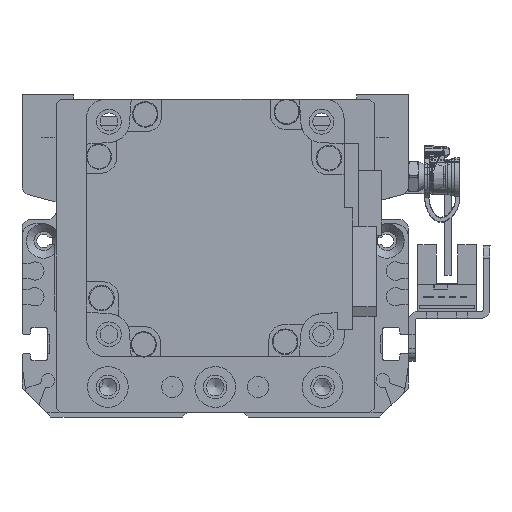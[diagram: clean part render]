
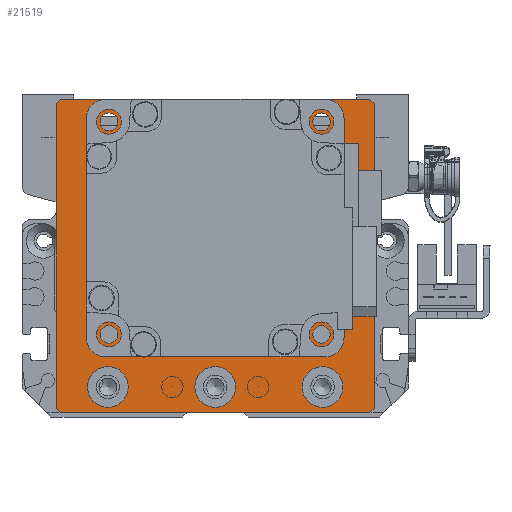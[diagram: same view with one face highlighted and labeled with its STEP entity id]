
A CAD part, left-side view. The second image highlights one B-rep face of the part: STEP entity #21519.
In plain terms, the highlighted face is planar.
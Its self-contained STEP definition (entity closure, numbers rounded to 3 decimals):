
#860=FACE_BOUND('',#3640,.T.);
#861=FACE_BOUND('',#3641,.T.);
#862=FACE_BOUND('',#3642,.T.);
#863=FACE_BOUND('',#3643,.T.);
#864=FACE_BOUND('',#3644,.T.);
#865=FACE_BOUND('',#3645,.T.);
#866=FACE_BOUND('',#3646,.T.);
#867=FACE_BOUND('',#3647,.T.);
#1281=PLANE('',#23831);
#2198=FACE_OUTER_BOUND('',#3639,.T.);
#3639=EDGE_LOOP('',(#17668,#17669,#17670,#17671,#17672,#17673,#17674,#17675));
#3640=EDGE_LOOP('',(#17676));
#3641=EDGE_LOOP('',(#17677));
#3642=EDGE_LOOP('',(#17678));
#3643=EDGE_LOOP('',(#17679));
#3644=EDGE_LOOP('',(#17680));
#3645=EDGE_LOOP('',(#17681));
#3646=EDGE_LOOP('',(#17682));
#3647=EDGE_LOOP('',(#17683));
#5291=LINE('',#35426,#7072);
#5297=LINE('',#35437,#7078);
#5304=LINE('',#35472,#7085);
#5307=LINE('',#35477,#7088);
#5313=LINE('',#35498,#7094);
#5316=LINE('',#35503,#7097);
#5317=LINE('',#35506,#7098);
#5325=LINE('',#35545,#7106);
#7072=VECTOR('',#28427,10.);
#7078=VECTOR('',#28435,10.);
#7085=VECTOR('',#28466,10.);
#7088=VECTOR('',#28471,10.);
#7094=VECTOR('',#28495,10.);
#7097=VECTOR('',#28500,10.);
#7098=VECTOR('',#28503,10.);
#7106=VECTOR('',#28553,10.);
#8531=CIRCLE('',#23800,4.75);
#8534=CIRCLE('',#23806,4.75);
#8537=CIRCLE('',#23812,4.75);
#8539=CIRCLE('',#23818,2.067);
#8540=CIRCLE('',#23820,2.067);
#8541=CIRCLE('',#23822,2.067);
#8542=CIRCLE('',#23824,2.067);
#8545=CIRCLE('',#23829,25.);
#10150=VERTEX_POINT('',#35424);
#10151=VERTEX_POINT('',#35425);
#10155=VERTEX_POINT('',#35435);
#10171=VERTEX_POINT('',#35471);
#10172=VERTEX_POINT('',#35475);
#10178=VERTEX_POINT('',#35497);
#10179=VERTEX_POINT('',#35501);
#10180=VERTEX_POINT('',#35505);
#10183=VERTEX_POINT('',#35514);
#10186=VERTEX_POINT('',#35525);
#10189=VERTEX_POINT('',#35536);
#10191=VERTEX_POINT('',#35547);
#10192=VERTEX_POINT('',#35551);
#10193=VERTEX_POINT('',#35555);
#10194=VERTEX_POINT('',#35559);
#10197=VERTEX_POINT('',#35568);
#12765=EDGE_CURVE('',#10150,#10151,#5291,.T.);
#12771=EDGE_CURVE('',#10150,#10155,#5297,.T.);
#12788=EDGE_CURVE('',#10171,#10155,#5304,.T.);
#12791=EDGE_CURVE('',#10171,#10172,#5307,.T.);
#12800=EDGE_CURVE('',#10178,#10172,#5313,.T.);
#12803=EDGE_CURVE('',#10178,#10179,#5316,.T.);
#12804=EDGE_CURVE('',#10180,#10179,#5317,.T.);
#12808=EDGE_CURVE('',#10183,#10183,#8531,.T.);
#12813=EDGE_CURVE('',#10186,#10186,#8534,.T.);
#12818=EDGE_CURVE('',#10189,#10189,#8537,.T.);
#12822=EDGE_CURVE('',#10180,#10151,#5325,.T.);
#12823=EDGE_CURVE('',#10191,#10191,#8539,.T.);
#12825=EDGE_CURVE('',#10192,#10192,#8540,.T.);
#12827=EDGE_CURVE('',#10193,#10193,#8541,.T.);
#12829=EDGE_CURVE('',#10194,#10194,#8542,.T.);
#12833=EDGE_CURVE('',#10197,#10197,#8545,.T.);
#17668=ORIENTED_EDGE('',*,*,#12765,.F.);
#17669=ORIENTED_EDGE('',*,*,#12771,.T.);
#17670=ORIENTED_EDGE('',*,*,#12788,.F.);
#17671=ORIENTED_EDGE('',*,*,#12791,.T.);
#17672=ORIENTED_EDGE('',*,*,#12800,.F.);
#17673=ORIENTED_EDGE('',*,*,#12803,.T.);
#17674=ORIENTED_EDGE('',*,*,#12804,.F.);
#17675=ORIENTED_EDGE('',*,*,#12822,.T.);
#17676=ORIENTED_EDGE('',*,*,#12808,.T.);
#17677=ORIENTED_EDGE('',*,*,#12813,.T.);
#17678=ORIENTED_EDGE('',*,*,#12818,.T.);
#17679=ORIENTED_EDGE('',*,*,#12823,.T.);
#17680=ORIENTED_EDGE('',*,*,#12825,.T.);
#17681=ORIENTED_EDGE('',*,*,#12827,.T.);
#17682=ORIENTED_EDGE('',*,*,#12829,.T.);
#17683=ORIENTED_EDGE('',*,*,#12833,.T.);
#21519=ADVANCED_FACE('',(#2198,#860,#861,#862,#863,#864,#865,#866,#867),
#1281,.T.);
#23800=AXIS2_PLACEMENT_3D('',#35515,#28513,#28514);
#23806=AXIS2_PLACEMENT_3D('',#35526,#28527,#28528);
#23812=AXIS2_PLACEMENT_3D('',#35537,#28541,#28542);
#23818=AXIS2_PLACEMENT_3D('',#35548,#28556,#28557);
#23820=AXIS2_PLACEMENT_3D('',#35552,#28561,#28562);
#23822=AXIS2_PLACEMENT_3D('',#35556,#28566,#28567);
#23824=AXIS2_PLACEMENT_3D('',#35560,#28571,#28572);
#23829=AXIS2_PLACEMENT_3D('',#35569,#28582,#28583);
#23831=AXIS2_PLACEMENT_3D('',#35573,#28588,#28589);
#28427=DIRECTION('',(0.707,-0.707,0.));
#28435=DIRECTION('',(-1.,0.,0.));
#28466=DIRECTION('',(0.707,0.707,0.));
#28471=DIRECTION('',(0.,-1.,0.));
#28495=DIRECTION('',(-0.707,0.707,0.));
#28500=DIRECTION('',(1.,0.,0.));
#28503=DIRECTION('',(-0.707,-0.707,0.));
#28513=DIRECTION('center_axis',(0.,0.,-1.));
#28514=DIRECTION('ref_axis',(1.,0.,0.));
#28527=DIRECTION('center_axis',(0.,0.,-1.));
#28528=DIRECTION('ref_axis',(1.,0.,0.));
#28541=DIRECTION('center_axis',(0.,0.,-1.));
#28542=DIRECTION('ref_axis',(1.,0.,0.));
#28553=DIRECTION('',(0.,1.,0.));
#28556=DIRECTION('center_axis',(0.,0.,-1.));
#28557=DIRECTION('ref_axis',(1.,0.,0.));
#28561=DIRECTION('center_axis',(0.,0.,-1.));
#28562=DIRECTION('ref_axis',(1.,0.,0.));
#28566=DIRECTION('center_axis',(0.,0.,-1.));
#28567=DIRECTION('ref_axis',(1.,0.,0.));
#28571=DIRECTION('center_axis',(0.,0.,-1.));
#28572=DIRECTION('ref_axis',(1.,0.,0.));
#28582=DIRECTION('center_axis',(0.,0.,-1.));
#28583=DIRECTION('ref_axis',(1.,0.,0.));
#28588=DIRECTION('center_axis',(0.,0.,1.));
#28589=DIRECTION('ref_axis',(1.,0.,0.));
#35424=CARTESIAN_POINT('',(36.,37.5,59.));
#35425=CARTESIAN_POINT('',(37.,36.5,59.));
#35426=CARTESIAN_POINT('',(36.625,36.875,59.));
#35435=CARTESIAN_POINT('',(-36.,37.5,59.));
#35437=CARTESIAN_POINT('',(37.,37.5,59.));
#35471=CARTESIAN_POINT('',(-37.,36.5,59.));
#35472=CARTESIAN_POINT('',(-36.625,36.875,59.));
#35475=CARTESIAN_POINT('',(-37.,-34.5,59.));
#35477=CARTESIAN_POINT('',(-37.,35.5,59.));
#35497=CARTESIAN_POINT('',(-36.,-35.5,59.));
#35498=CARTESIAN_POINT('',(-36.125,-35.375,59.));
#35501=CARTESIAN_POINT('',(36.,-35.5,59.));
#35503=CARTESIAN_POINT('',(-37.,-35.5,59.));
#35505=CARTESIAN_POINT('',(37.,-34.5,59.));
#35506=CARTESIAN_POINT('',(36.125,-35.375,59.));
#35514=CARTESIAN_POINT('',(-29.75,-29.5,59.));
#35515=CARTESIAN_POINT('Origin',(-25.,-29.5,59.));
#35525=CARTESIAN_POINT('',(-4.75,-29.5,59.));
#35526=CARTESIAN_POINT('Origin',(0.,-29.5,59.));
#35536=CARTESIAN_POINT('',(20.25,-29.5,59.));
#35537=CARTESIAN_POINT('Origin',(25.,-29.5,59.));
#35545=CARTESIAN_POINT('',(37.,-35.5,59.));
#35547=CARTESIAN_POINT('',(-26.816,-17.249,59.));
#35548=CARTESIAN_POINT('Origin',(-24.749,-17.249,59.));
#35551=CARTESIAN_POINT('',(-26.816,32.249,59.));
#35552=CARTESIAN_POINT('Origin',(-24.749,32.249,59.));
#35555=CARTESIAN_POINT('',(22.682,32.249,59.));
#35556=CARTESIAN_POINT('Origin',(24.749,32.249,59.));
#35559=CARTESIAN_POINT('',(22.682,-17.249,59.));
#35560=CARTESIAN_POINT('Origin',(24.749,-17.249,59.));
#35568=CARTESIAN_POINT('',(-25.,7.5,59.));
#35569=CARTESIAN_POINT('Origin',(0.,7.5,59.));
#35573=CARTESIAN_POINT('Origin',(0.,0.,
59.));
